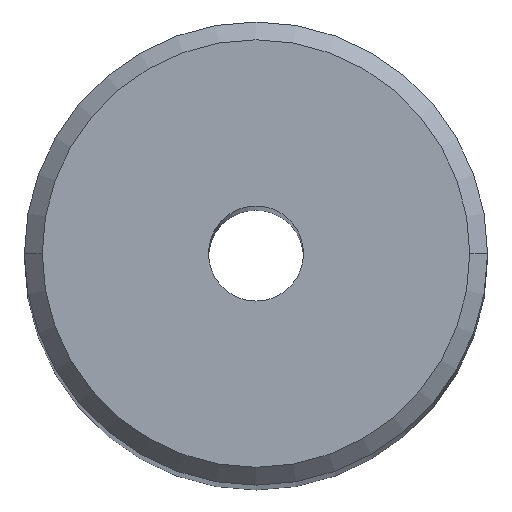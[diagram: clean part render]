
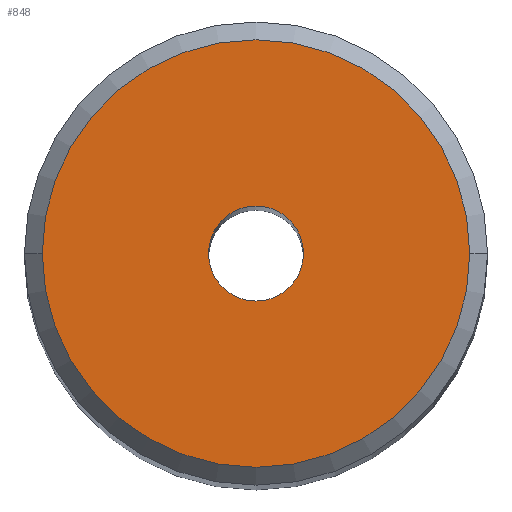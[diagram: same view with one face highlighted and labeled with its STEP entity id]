
A CAD part, top view. The second image highlights one B-rep face of the part: STEP entity #848.
In plain terms, the highlighted planar face has unit normal (0, 0, 1).
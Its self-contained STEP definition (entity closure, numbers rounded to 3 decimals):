
#400=VERTEX_POINT('NONE',#1108);
#410=EDGE_CURVE('NONE',#806,#642,#1120,.T.);
#538=EDGE_CURVE('NONE',#642,#806,#1267,.T.);
#642=VERTEX_POINT('NONE',#1378);
#702=VERTEX_POINT('NONE',#1444);
#710=EDGE_CURVE('NONE',#400,#702,#1452,.T.);
#716=EDGE_CURVE('NONE',#702,#400,#1459,.T.);
#806=VERTEX_POINT('NONE',#1563);
#848=ADVANCED_FACE('NONE',(#1612,#1613),#1614,.T.);
#1108=CARTESIAN_POINT('',(4.,0.,235.0));
#1120=CIRCLE('',#1907,18.);
#1267=CIRCLE('',#2152,18.);
#1378=CARTESIAN_POINT('',(-18.,0.0,235.0));
#1444=CARTESIAN_POINT('',(-4.,0.0,235.0));
#1452=CIRCLE('',#2434,4.);
#1459=CIRCLE('',#2442,4.);
#1563=CARTESIAN_POINT('',(18.,0.,235.0));
#1612=FACE_OUTER_BOUND('',#2709,.T.);
#1613=FACE_BOUND('',#2710,.T.);
#1614=PLANE('',#2711);
#1907=AXIS2_PLACEMENT_3D('',#3144,#3145,#3146);
#2152=AXIS2_PLACEMENT_3D('',#3357,#3358,#3359);
#2434=AXIS2_PLACEMENT_3D('',#3525,#3526,#3527);
#2442=AXIS2_PLACEMENT_3D('',#3537,#3538,#3539);
#2709=EDGE_LOOP('',(#3760,#3761));
#2710=EDGE_LOOP('',(#3762,#3763));
#2711=AXIS2_PLACEMENT_3D('',#3764,#3765,#3766);
#3144=CARTESIAN_POINT('',(0.0,0.0,235.0));
#3145=DIRECTION('',(0.0,0.0,1.0));
#3146=DIRECTION('',(1.0,0.0,0.0));
#3357=CARTESIAN_POINT('',(0.0,0.0,235.0));
#3358=DIRECTION('',(0.0,0.0,1.0));
#3359=DIRECTION('',(1.0,0.0,0.0));
#3525=CARTESIAN_POINT('',(0.0,0.0,235.0));
#3526=DIRECTION('',(0.0,0.0,1.0));
#3527=DIRECTION('',(1.0,0.0,0.0));
#3537=CARTESIAN_POINT('',(0.0,0.0,235.0));
#3538=DIRECTION('',(0.0,0.0,1.0));
#3539=DIRECTION('',(1.0,0.0,0.0));
#3760=ORIENTED_EDGE('',*,*,#538,.T.);
#3761=ORIENTED_EDGE('',*,*,#410,.T.);
#3762=ORIENTED_EDGE('',*,*,#716,.F.);
#3763=ORIENTED_EDGE('',*,*,#710,.F.);
#3764=CARTESIAN_POINT('',(0.0,0.,235.0));
#3765=DIRECTION('',(0.0,0.0,1.0));
#3766=DIRECTION('',(1.0,0.0,0.0));
